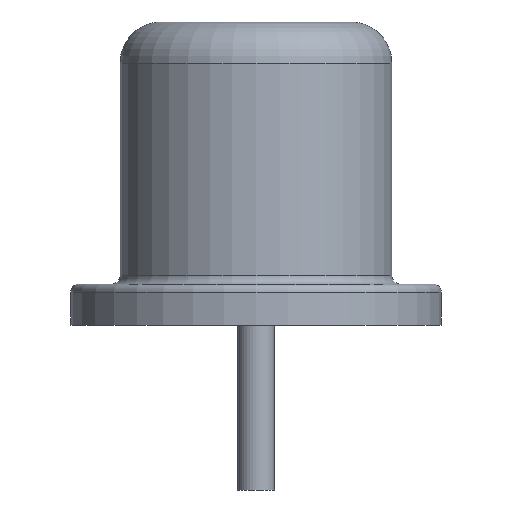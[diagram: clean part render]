
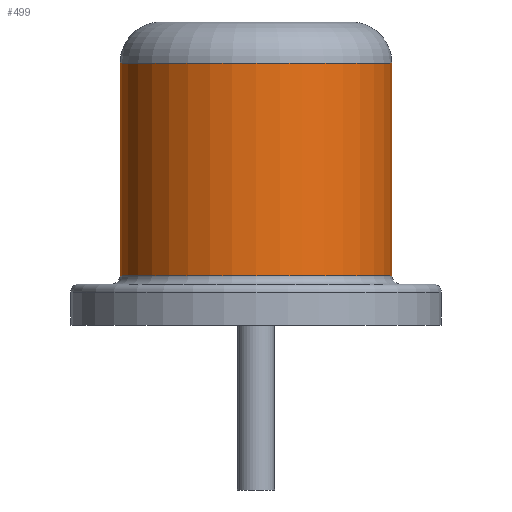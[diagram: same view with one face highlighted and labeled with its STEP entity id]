
A CAD part, left-side view. The second image highlights one B-rep face of the part: STEP entity #499.
In plain terms, the highlighted cylindrical face has radius 1.65 mm (diameter 3.3 mm), a partial arc.
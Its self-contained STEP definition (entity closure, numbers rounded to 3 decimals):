
#458 = CARTESIAN_POINT ( 'NONE',  ( -3.5, 1.65, 3.18 ) ) ;
#459 = VERTEX_POINT ( 'NONE', #458 ) ;
#460 = CARTESIAN_POINT ( 'NONE',  ( -3.5, 1.65, 0.6 ) ) ;
#461 = VERTEX_POINT ( 'NONE', #460 ) ;
#462 = CARTESIAN_POINT ( 'NONE',  ( -3.5, 1.65, 3.68 ) ) ;
#463 = DIRECTION ( 'NONE',  ( 0., 0., -1. ) ) ;
#464 = VECTOR ( 'NONE', #463, 1000. ) ;
#465 = LINE ( 'NONE', #462, #464 ) ;
#466 = EDGE_CURVE ( 'NONE', #459, #461, #465, .T. ) ;
#467 = ORIENTED_EDGE ( 'NONE', *, *, #466, .T. ) ;
#468 = CARTESIAN_POINT ( 'NONE',  ( -3.5, -1.65, 0.6 ) ) ;
#469 = VERTEX_POINT ( 'NONE', #468 ) ;
#470 = CARTESIAN_POINT ( 'NONE',  ( -3.5, 0., 0.6 ) ) ;
#471 = DIRECTION ( 'NONE',  ( 0., 0., 1. ) ) ;
#472 = DIRECTION ( 'NONE',  ( 0., -1., 0. ) ) ;
#473 = AXIS2_PLACEMENT_3D ( 'NONE', #470, #471, #472 ) ;
#474 = CIRCLE ( 'NONE', #473, 1.65) ;
#475 = EDGE_CURVE ( 'NONE', #461, #469, #474, .T. ) ;
#476 = ORIENTED_EDGE ( 'NONE', *, *, #475, .T. ) ;
#477 = CARTESIAN_POINT ( 'NONE',  ( -3.5, -1.65, 3.18 ) ) ;
#478 = VERTEX_POINT ( 'NONE', #477 ) ;
#479 = CARTESIAN_POINT ( 'NONE',  ( -3.5, -1.65, 3.68 ) ) ;
#480 = DIRECTION ( 'NONE',  ( 0., 0., -1. ) ) ;
#481 = VECTOR ( 'NONE', #480, 1000. ) ;
#482 = LINE ( 'NONE', #479, #481 ) ;
#483 = EDGE_CURVE ( 'NONE', #478, #469, #482, .T. ) ;
#484 = ORIENTED_EDGE ( 'NONE', *, *, #483, .F. ) ;
#485 = CARTESIAN_POINT ( 'NONE',  ( -3.5, 0., 3.18 ) ) ;
#486 = DIRECTION ( 'NONE',  ( 0., 0., -1. ) ) ;
#487 = DIRECTION ( 'NONE',  ( 0., -1., 0. ) ) ;
#488 = AXIS2_PLACEMENT_3D ( 'NONE', #485, #486, #487 ) ;
#489 = CIRCLE ( 'NONE', #488, 1.65) ;
#490 = EDGE_CURVE ( 'NONE', #478, #459, #489, .T. ) ;
#491 = ORIENTED_EDGE ( 'NONE', *, *, #490, .T. ) ;
#492 = EDGE_LOOP ( 'NONE', ( #467, #476, #484, #491 ) ) ;
#493 = FACE_OUTER_BOUND ( 'NONE', #492, .T. ) ;
#494 = CARTESIAN_POINT ( 'NONE',  ( -3.5, 0., 3.68 ) ) ;
#495 = DIRECTION ( 'NONE',  ( 0., 0., -1. ) ) ;
#496 = DIRECTION ( 'NONE',  ( 0., 1., 0. ) ) ;
#497 = AXIS2_PLACEMENT_3D ( 'NONE', #494, #495, #496 ) ;
#498 = CYLINDRICAL_SURFACE ( 'NONE', #497, 1.65) ;
#499 = ADVANCED_FACE ( 'NONE', ( #493 ), #498, .T. ) ;
